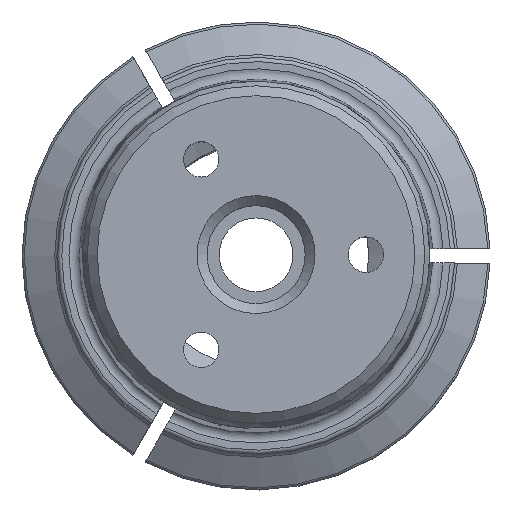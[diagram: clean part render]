
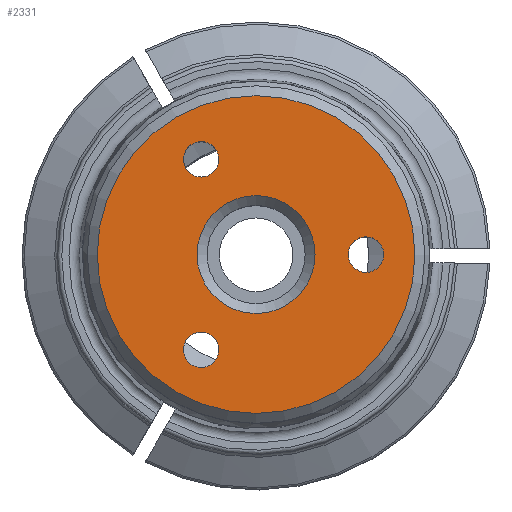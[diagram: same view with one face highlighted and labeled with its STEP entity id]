
A CAD part, top view. The second image highlights one B-rep face of the part: STEP entity #2331.
In plain terms, the highlighted planar face has unit normal (0, 0, 1).
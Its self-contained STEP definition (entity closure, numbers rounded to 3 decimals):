
#83=PLANE('',#2539);
#672=ORIENTED_EDGE('',*,*,#922,.T.);
#673=ORIENTED_EDGE('',*,*,#923,.T.);
#674=ORIENTED_EDGE('',*,*,#924,.T.);
#675=ORIENTED_EDGE('',*,*,#925,.T.);
#676=ORIENTED_EDGE('',*,*,#926,.T.);
#922=EDGE_CURVE('',#1088,#1088,#1200,.T.);
#923=EDGE_CURVE('',#1089,#1089,#1201,.T.);
#924=EDGE_CURVE('',#1090,#1090,#1202,.T.);
#925=EDGE_CURVE('',#1091,#1091,#1203,.T.);
#926=EDGE_CURVE('',#1092,#1092,#1204,.F.);
#1088=VERTEX_POINT('',#3798);
#1089=VERTEX_POINT('',#3800);
#1090=VERTEX_POINT('',#3802);
#1091=VERTEX_POINT('',#3804);
#1092=VERTEX_POINT('',#3806);
#1200=CIRCLE('',#2540,4.159);
#1201=CIRCLE('',#2541,1.25);
#1202=CIRCLE('',#2542,1.25);
#1203=CIRCLE('',#2543,1.25);
#1204=CIRCLE('',#2544,11.2);
#1332=EDGE_LOOP('',(#672));
#1333=EDGE_LOOP('',(#673));
#1334=EDGE_LOOP('',(#674));
#1335=EDGE_LOOP('',(#675));
#1336=EDGE_LOOP('',(#676));
#1485=FACE_BOUND('',#1332,.T.);
#1486=FACE_BOUND('',#1333,.T.);
#1487=FACE_BOUND('',#1334,.T.);
#1488=FACE_BOUND('',#1335,.T.);
#1489=FACE_BOUND('',#1336,.T.);
#2331=ADVANCED_FACE('',(#1485,#1486,#1487,#1488,#1489),#83,.F.);
#2539=AXIS2_PLACEMENT_3D('',#3796,#2981,#2982);
#2540=AXIS2_PLACEMENT_3D('',#3797,#2983,#2984);
#2541=AXIS2_PLACEMENT_3D('',#3799,#2985,#2986);
#2542=AXIS2_PLACEMENT_3D('',#3801,#2987,#2988);
#2543=AXIS2_PLACEMENT_3D('',#3803,#2989,#2990);
#2544=AXIS2_PLACEMENT_3D('',#3805,#2991,#2992);
#2981=DIRECTION('',(0.,0.,-1.));
#2982=DIRECTION('',(-1.,0.,0.));
#2983=DIRECTION('',(0.,0.,-1.));
#2984=DIRECTION('',(-1.,0.,0.));
#2985=DIRECTION('',(0.,0.,-1.));
#2986=DIRECTION('',(1.,0.,0.));
#2987=DIRECTION('',(0.,0.,-1.));
#2988=DIRECTION('',(1.,0.,0.));
#2989=DIRECTION('',(0.,0.,-1.));
#2990=DIRECTION('',(1.,0.,0.));
#2991=DIRECTION('',(0.,0.,-1.));
#2992=DIRECTION('',(-1.,0.,0.));
#3796=CARTESIAN_POINT('',(11.9,0.,60.5));
#3797=CARTESIAN_POINT('',(0.,0.,60.5));
#3798=CARTESIAN_POINT('',(-4.159,0.,60.5));
#3799=CARTESIAN_POINT('',(-3.875,-6.712,60.5));
#3800=CARTESIAN_POINT('',(-2.625,-6.712,60.5));
#3801=CARTESIAN_POINT('',(-3.875,6.712,60.5));
#3802=CARTESIAN_POINT('',(-2.625,6.712,60.5));
#3803=CARTESIAN_POINT('',(7.75,0.,60.5));
#3804=CARTESIAN_POINT('',(9.,0.,60.5));
#3805=CARTESIAN_POINT('',(0.,0.,60.5));
#3806=CARTESIAN_POINT('',(-11.2,0.,60.5));
